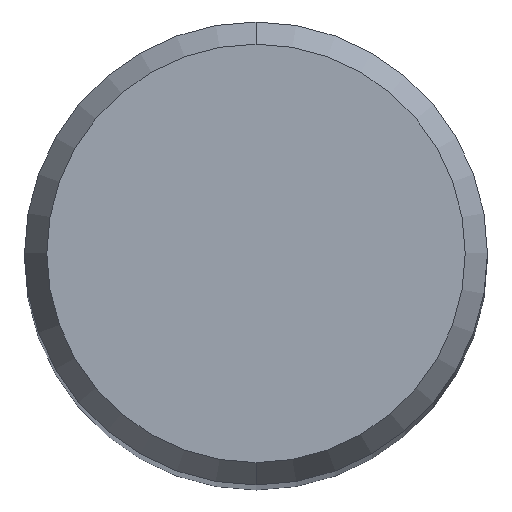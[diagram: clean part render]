
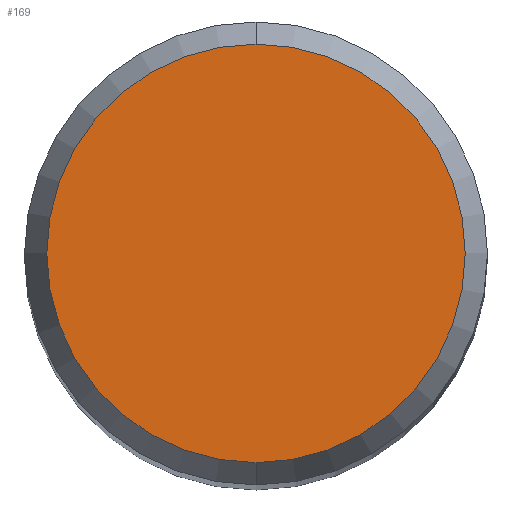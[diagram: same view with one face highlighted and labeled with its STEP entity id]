
A CAD part, top view. The second image highlights one B-rep face of the part: STEP entity #169.
In plain terms, the highlighted planar face has unit normal (0, 0, 1).
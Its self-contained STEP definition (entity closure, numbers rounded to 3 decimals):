
#145=VERTEX_POINT('',#305);
#155=EDGE_CURVE('',#181,#145,#318,.T.);
#169=ADVANCED_FACE('',(#333),#334,.T.);
#181=VERTEX_POINT('',#348);
#217=EDGE_CURVE('',#145,#181,#385,.T.);
#305=CARTESIAN_POINT('',(0.,-2.158,0.));
#318=CIRCLE('',#489,2.158);
#333=FACE_OUTER_BOUND('',#512,.T.);
#334=PLANE('',#513);
#348=CARTESIAN_POINT('',(0.0,2.158,0.));
#385=CIRCLE('',#580,2.158);
#489=AXIS2_PLACEMENT_3D('',#708,#709,#710);
#512=EDGE_LOOP('',(#724,#725));
#513=AXIS2_PLACEMENT_3D('',#726,#727,#728);
#580=AXIS2_PLACEMENT_3D('',#774,#775,#776);
#708=CARTESIAN_POINT('',(0.0,0.0,0.));
#709=DIRECTION('',(0.0,0.0,-1.0));
#710=DIRECTION('',(0.0,1.0,0.0));
#724=ORIENTED_EDGE('',*,*,#155,.F.);
#725=ORIENTED_EDGE('',*,*,#217,.F.);
#726=CARTESIAN_POINT('',(0.0,1.079,0.));
#727=DIRECTION('',(-0.0,0.0,1.0));
#728=DIRECTION('',(0.0,-1.0,0.0));
#774=CARTESIAN_POINT('',(0.0,0.0,0.));
#775=DIRECTION('',(0.0,0.0,-1.0));
#776=DIRECTION('',(0.0,1.0,0.0));
